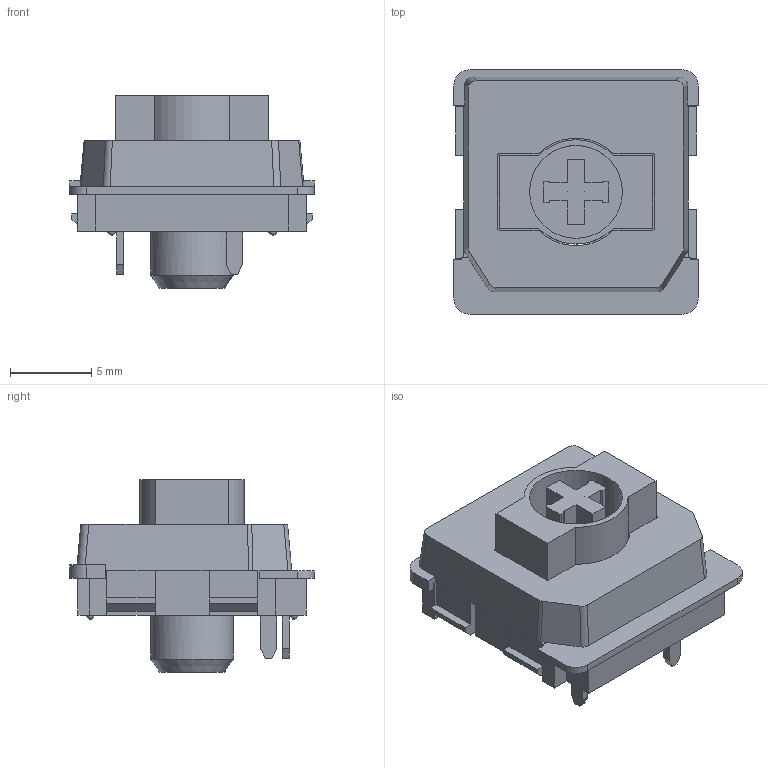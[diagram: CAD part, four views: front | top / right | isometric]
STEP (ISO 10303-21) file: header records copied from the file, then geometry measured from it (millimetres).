
FILE_DESCRIPTION(('Open CASCADE Model'),'2;1');
FILE_NAME('Open CASCADE Shape Model','2023-06-04T00:04:47',('Author'),( 'Open CASCADE'),'Open CASCADE STEP processor 7.5','Open CASCADE 7.5' ,'Unknown');
FILE_SCHEMA(('AUTOMOTIVE_DESIGN { 1 0 10303 214 1 1 1 1 }'));
Length unit declared in the file: millimetre
Products named in the file (12): CQ assembly; efe507c2-028c-11ee-ae0e-34c93d8226b1; f0684a6a-028c-11ee-ae0e-34c93d8226b1; f0684a6a-028c-11ee-ae0e-34c93d8226b1_part; f06a1f0c-028c-11ee-ae0e-34c93d8226b1; f06a1f0c-028c-11ee-ae0e-34c93d8226b1_part; f1cc5b76-028c-11ee-ae0e-34c93d8226b1; f1cc5b76-028c-11ee-ae0e-34c93d8226b1_part; f1cc5d06-028c-11ee-ae0e-34c93d8226b1; f1cc5d06-028c-11ee-ae0e-34c93d8226b1_part; f1cc5d92-028c-11ee-ae0e-34c93d8226b1; f1cc5d92-028c-11ee-ae0e-34c93d8226b1_part
Assembly tree (11 placements, depth 4):
  CQ assembly
    efe507c2-028c-11ee-ae0e-34c93d8226b1
      f0684a6a-028c-11ee-ae0e-34c93d8226b1
        f0684a6a-028c-11ee-ae0e-34c93d8226b1_part
      f06a1f0c-028c-11ee-ae0e-34c93d8226b1
        f06a1f0c-028c-11ee-ae0e-34c93d8226b1_part
      f1cc5b76-028c-11ee-ae0e-34c93d8226b1
        f1cc5b76-028c-11ee-ae0e-34c93d8226b1_part
      f1cc5d06-028c-11ee-ae0e-34c93d8226b1
        f1cc5d06-028c-11ee-ae0e-34c93d8226b1_part
      f1cc5d92-028c-11ee-ae0e-34c93d8226b1
        f1cc5d92-028c-11ee-ae0e-34c93d8226b1_part
Bounding box: 15 x 15 x 11.8 mm (x, y, z)
Volume: 579.7 mm3; surface area: 1747.7 mm2
Topology: 6 solids, 6 shells, 252 faces, 684 edges, 449 vertices
Faces by surface type: plane 199, cylinder 48, sphere 4, cone 1
Full cylindrical faces by diameter (mm): 1 x4, 1.8 x1, 5.05 x1, 5.7 x1
Entity records: 16779 total; most frequent: CARTESIAN_POINT 3247, DIRECTION 2366, LINE 1535, VECTOR 1535, ORIENTED_EDGE 1360, PCURVE 1360, DEFINITIONAL_REPRESENTATION 1360, EDGE_CURVE 680
